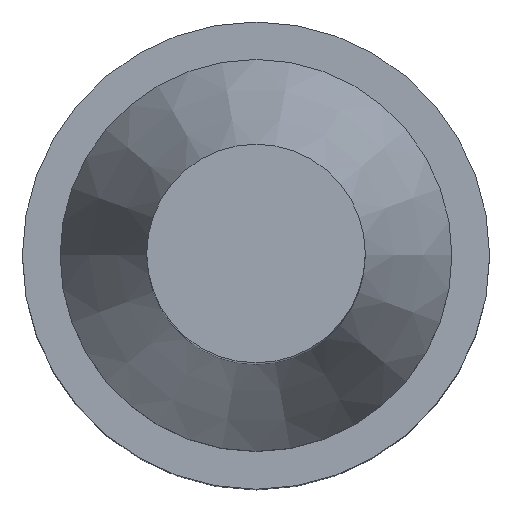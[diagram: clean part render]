
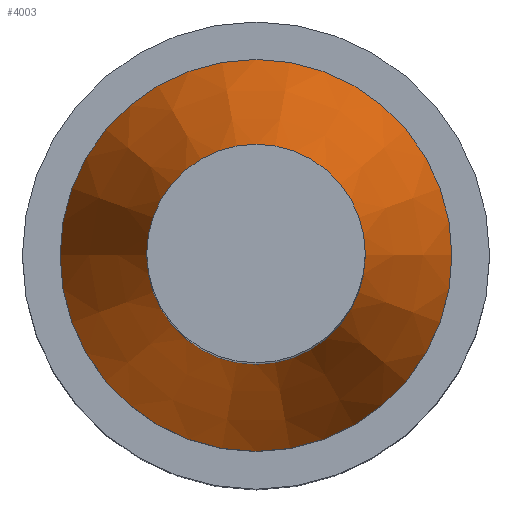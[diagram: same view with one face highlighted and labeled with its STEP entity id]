
A CAD part, top view. The second image highlights one B-rep face of the part: STEP entity #4003.
In plain terms, the highlighted conical face has half-angle 19.213 degrees and reference radius 13 mm.
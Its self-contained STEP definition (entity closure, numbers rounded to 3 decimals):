
#12=CONICAL_SURFACE($,#4141,13.,19.213);
#48=CIRCLE($,#4139,7.25);
#49=CIRCLE($,#4142,13.);
#271=FACE_OUTER_BOUND($,#1329,.T.);
#1065=FACE_BOUND($,#1330,.T.);
#1329=EDGE_LOOP($,(#3657));
#1330=EDGE_LOOP($,(#3658));
#1952=VERTEX_POINT($,#7744);
#1953=VERTEX_POINT($,#7748);
#2524=EDGE_CURVE($,#1952,#1952,#48,.T.);
#2525=EDGE_CURVE($,#1953,#1953,#49,.T.);
#3657=ORIENTED_EDGE($,*,*,#2525,.F.);
#3658=ORIENTED_EDGE($,*,*,#2524,.T.);
#4003=ADVANCED_FACE($,(#271,#1065),#12,.T.);
#4139=AXIS2_PLACEMENT_3D($,#7745,#4725,#4726);
#4141=AXIS2_PLACEMENT_3D($,#7747,#4729,#4730);
#4142=AXIS2_PLACEMENT_3D($,#7749,#4731,#4732);
#4725=DIRECTION('center_axis',(0.,0.,-1.));
#4726=DIRECTION('ref_axis',(-1.,0.,0.));
#4729=DIRECTION('center_axis',(0.,0.,-1.));
#4730=DIRECTION('ref_axis',(1.,0.,0.));
#4731=DIRECTION('center_axis',(0.,0.,-1.));
#4732=DIRECTION('ref_axis',(-1.,0.,0.));
#7744=CARTESIAN_POINT('',(-7.25,0.,52.5));
#7745=CARTESIAN_POINT('Origin',(0.,0.,52.5));
#7747=CARTESIAN_POINT('Origin',(0.,0.,36.));
#7748=CARTESIAN_POINT('',(13.,0.,36.));
#7749=CARTESIAN_POINT('Origin',(0.,0.,36.));
